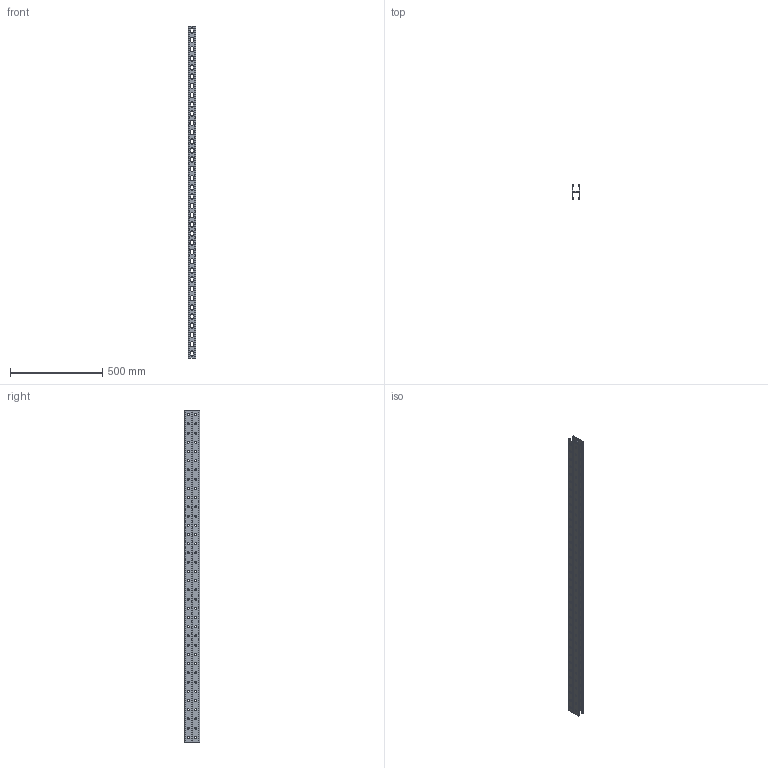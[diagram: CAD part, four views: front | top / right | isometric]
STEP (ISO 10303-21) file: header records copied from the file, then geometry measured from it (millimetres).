
FILE_DESCRIPTION (( 'STEP AP203' ), '1' );
FILE_NAME ('Äâîéíîé STRUT-ïðîôèëü_h41-L1800.step', '2022-01-25T08:22:12', ( '' ), ( '' ), 'SwSTEP 2.0', 'SolidWorks 2017', '' );
FILE_SCHEMA (( 'CONFIG_CONTROL_DESIGN' ));
Length unit declared in the file: millimetre
Products named in the file (2): Äâîéíîé STRUT-ïðîôèëü_h41-L1800; STRUT-镳铘桦黖h41-1800
Assembly tree (2 placements, depth 2):
  Äâîéíîé STRUT-ïðîôèëü_h41-L1800
    STRUT-镳铘桦黖h41-1800  x2
Bounding box: 41 x 82 x 1800 mm (x, y, z)
Volume: 1103189.6 mm3; surface area: 946378.6 mm2
Topology: 2 solids, 2 shells, 4160 faces, 12420 edges, 8264 vertices
Faces by surface type: plane 3716, cylinder 444
Entity records: 69486 total; most frequent: CARTESIAN_POINT 12427, ORIENTED_EDGE 12420, DIRECTION 10824, EDGE_CURVE 6210, VECTOR 5766, LINE 5766, VERTEX_POINT 4132, AXIS2_PLACEMENT_3D 2529
